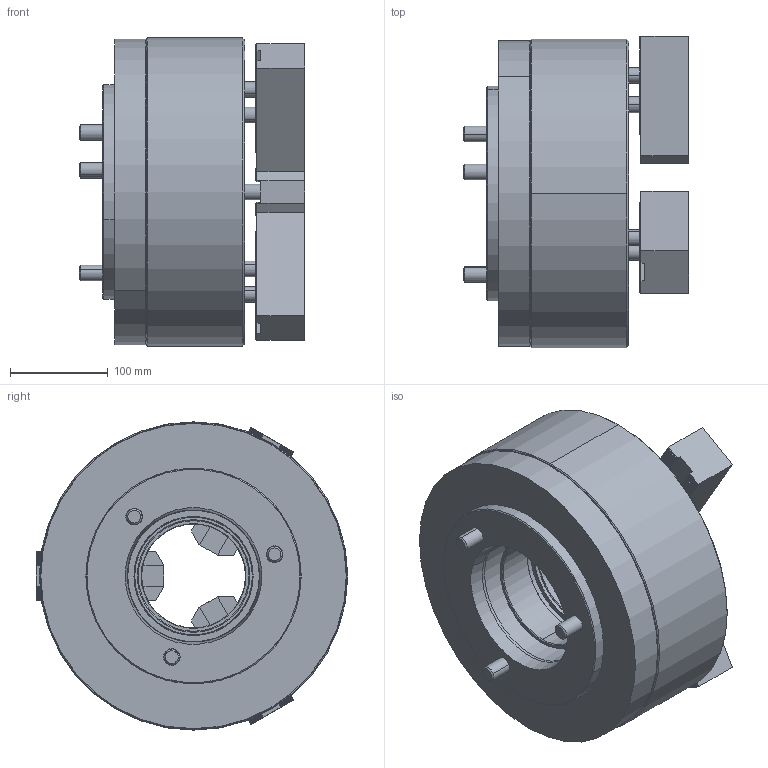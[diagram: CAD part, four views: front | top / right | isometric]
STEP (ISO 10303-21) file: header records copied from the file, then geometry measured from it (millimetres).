
FILE_DESCRIPTION (( 'STEP AP203' ), '1' );
FILE_NAME ('CF-3Q-12A8.STEP', '2020-11-02T02:29:40', ( '' ), ( '' ), 'SwSTEP 2.0', 'SolidWorks 2016', '' );
FILE_SCHEMA (( 'CONFIG_CONTROL_DESIGN' ));
Length unit declared in the file: millimetre
Products named in the file (11): SJ-12H; 圓頭內六角螺栓_M20x90; CF-3Q-12-01000; CF-3Q-12A8; CF-3Q-12-02000; CF-3Q-12-06000; CF-3Q-12-10000; CF-3Q-12-07000; 圓頭內六角螺栓_M16x45; 圓頭內六角螺栓_M16x150; CF-3Q-12A8-10000
Assembly tree (21 placements, depth 2):
  CF-3Q-12A8
    CF-3Q-12-01000
    CF-3Q-12-02000
    CF-3Q-12-06000
    CF-3Q-12-07000
    CF-3Q-12-10000
    圓頭內六角螺栓_M16x45  x6
    圓頭內六角螺栓_M16x150  x3
    CF-3Q-12A8-10000
    SJ-12H  x3
    圓頭內六角螺栓_M20x90  x3
Bounding box: 230.25 x 318.15 x 315 mm (x, y, z)
Volume: 9951530.2 mm3; surface area: 898342.6 mm2
Topology: 21 solids, 21 shells, 2303 faces, 6391 edges, 4176 vertices
Faces by surface type: plane 1498, cylinder 596, cone 209
Entity records: 30614 total; most frequent: CARTESIAN_POINT 5914, ORIENTED_EDGE 5006, DIRECTION 4657, EDGE_CURVE 2503, VECTOR 1751, LINE 1751, VERTEX_POINT 1638, AXIS2_PLACEMENT_3D 1453
